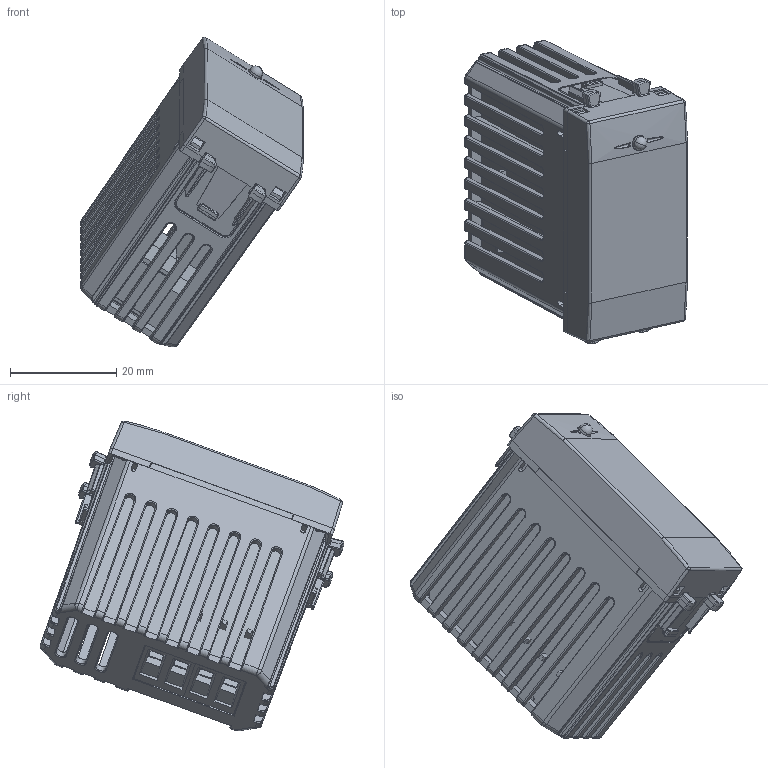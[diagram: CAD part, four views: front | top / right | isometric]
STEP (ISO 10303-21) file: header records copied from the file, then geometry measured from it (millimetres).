
FILE_DESCRIPTION(('CATIA V5 STEP Exchange'),'2;1');
FILE_NAME('441074-W.stp','2024-03-07T07:06:46+00:00',('none'),('none'),'CATIA Version 5-6 Release 2016 SP6','CATIA V5 STEP AP203','none');
FILE_SCHEMA(('CONFIG_CONTROL_DESIGN'));
Products named in the file (1): 441074-W
Assembly tree (5 placements, depth 2):
  441074-W
    #57
    #19902
    #23494
    #56019
    #86229
Bounding box: 41.91 x 57.2 x 58.37 mm (x, y, z)
Volume: 13396.6 mm3; surface area: 23349.1 mm2
Topology: 31 solids, 31 shells, 2423 faces, 6502 edges, 4065 vertices
Faces by surface type: plane 1379, cylinder 734, bspline 155, sphere 73, cone 52, torus 30
Entity records: 94483 total; most frequent: CARTESIAN_POINT 39367, ORIENTED_EDGE 12800, DIRECTION 8831, EDGE_CURVE 6400, VECTOR 4119, LINE 4119, VERTEX_POINT 4053, AXIS2_PLACEMENT_3D 2741
